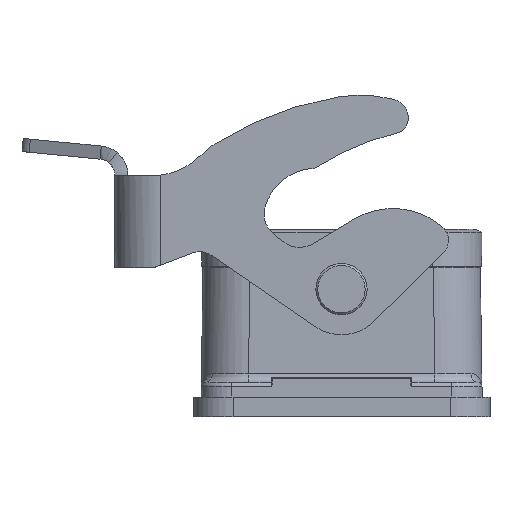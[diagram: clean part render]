
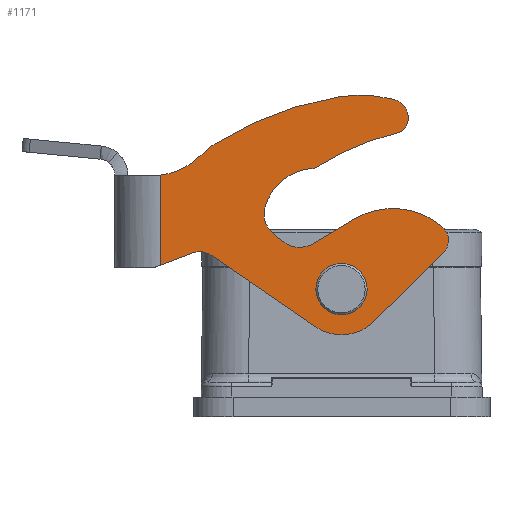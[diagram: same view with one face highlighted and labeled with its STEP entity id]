
A CAD part, front view. The second image highlights one B-rep face of the part: STEP entity #1171.
In plain terms, the highlighted planar face has unit normal (0, -1, 0).
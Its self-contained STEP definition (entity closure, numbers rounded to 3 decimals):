
#309=CIRCLE('',#6539,2.8);
#348=CIRCLE('',#6598,3.);
#349=CIRCLE('',#6599,6.95);
#350=CIRCLE('',#6600,2.8);
#351=CIRCLE('',#6601,11.6);
#352=CIRCLE('',#6602,4.);
#353=CIRCLE('',#6603,4.);
#354=CIRCLE('',#6604,8.);
#355=CIRCLE('',#6605,40.75);
#356=CIRCLE('',#6606,1.2);
#357=CIRCLE('',#6607,2.839);
#358=CIRCLE('',#6608,20.601);
#359=CIRCLE('',#6609,50.3);
#360=CIRCLE('',#6610,11.);
#361=CIRCLE('',#6611,10.25);
#1171=ADVANCED_FACE('',(#2442,#2443),#1401,.T.);
#1401=PLANE('',#6612);
#1705=LINE('',#10450,#2128);
#1706=LINE('',#10455,#2129);
#1707=LINE('',#10459,#2130);
#1708=LINE('',#10465,#2131);
#1709=LINE('',#10469,#2132);
#1710=LINE('',#10489,#2133);
#2128=VECTOR('',#7887,1.);
#2129=VECTOR('',#7890,1.);
#2130=VECTOR('',#7893,1.);
#2131=VECTOR('',#7898,1.);
#2132=VECTOR('',#7901,1.);
#2133=VECTOR('',#7920,1.);
#2442=FACE_BOUND('',#2761,.T.);
#2443=FACE_BOUND('',#2762,.T.);
#2761=EDGE_LOOP('',(#3894));
#2762=EDGE_LOOP('',(#3895,#3896,#3897,#3898,#3899,#3900,#3901,#3902,#3903,
#3904,#3905,#3906,#3907,#3908,#3909,#3910,#3911,#3912,#3913,#3914));
#3894=ORIENTED_EDGE('',*,*,#5691,.T.);
#3895=ORIENTED_EDGE('',*,*,#5764,.F.);
#3896=ORIENTED_EDGE('',*,*,#5765,.F.);
#3897=ORIENTED_EDGE('',*,*,#5766,.F.);
#3898=ORIENTED_EDGE('',*,*,#5767,.F.);
#3899=ORIENTED_EDGE('',*,*,#5768,.F.);
#3900=ORIENTED_EDGE('',*,*,#5769,.F.);
#3901=ORIENTED_EDGE('',*,*,#5770,.F.);
#3902=ORIENTED_EDGE('',*,*,#5771,.F.);
#3903=ORIENTED_EDGE('',*,*,#5772,.F.);
#3904=ORIENTED_EDGE('',*,*,#5773,.F.);
#3905=ORIENTED_EDGE('',*,*,#5774,.F.);
#3906=ORIENTED_EDGE('',*,*,#5775,.F.);
#3907=ORIENTED_EDGE('',*,*,#5776,.F.);
#3908=ORIENTED_EDGE('',*,*,#5777,.F.);
#3909=ORIENTED_EDGE('',*,*,#5778,.F.);
#3910=ORIENTED_EDGE('',*,*,#5779,.F.);
#3911=ORIENTED_EDGE('',*,*,#5780,.F.);
#3912=ORIENTED_EDGE('',*,*,#5781,.F.);
#3913=ORIENTED_EDGE('',*,*,#5782,.F.);
#3914=ORIENTED_EDGE('',*,*,#5783,.T.);
#4967=VERTEX_POINT('',#10277);
#5034=VERTEX_POINT('',#10451);
#5035=VERTEX_POINT('',#10452);
#5036=VERTEX_POINT('',#10454);
#5037=VERTEX_POINT('',#10456);
#5038=VERTEX_POINT('',#10458);
#5039=VERTEX_POINT('',#10460);
#5040=VERTEX_POINT('',#10462);
#5041=VERTEX_POINT('',#10464);
#5042=VERTEX_POINT('',#10466);
#5043=VERTEX_POINT('',#10468);
#5044=VERTEX_POINT('',#10470);
#5045=VERTEX_POINT('',#10472);
#5046=VERTEX_POINT('',#10474);
#5047=VERTEX_POINT('',#10476);
#5048=VERTEX_POINT('',#10478);
#5049=VERTEX_POINT('',#10480);
#5050=VERTEX_POINT('',#10482);
#5051=VERTEX_POINT('',#10484);
#5052=VERTEX_POINT('',#10486);
#5053=VERTEX_POINT('',#10488);
#5691=EDGE_CURVE('',#4967,#4967,#309,.T.);
#5764=EDGE_CURVE('',#5034,#5035,#1705,.T.);
#5765=EDGE_CURVE('',#5036,#5034,#348,.T.);
#5766=EDGE_CURVE('',#5037,#5036,#1706,.T.);
#5767=EDGE_CURVE('',#5038,#5037,#349,.T.);
#5768=EDGE_CURVE('',#5039,#5038,#1707,.T.);
#5769=EDGE_CURVE('',#5040,#5039,#350,.T.);
#5770=EDGE_CURVE('',#5041,#5040,#351,.T.);
#5771=EDGE_CURVE('',#5042,#5041,#1708,.T.);
#5772=EDGE_CURVE('',#5043,#5042,#352,.T.);
#5773=EDGE_CURVE('',#5044,#5043,#1709,.T.);
#5774=EDGE_CURVE('',#5045,#5044,#353,.T.);
#5775=EDGE_CURVE('',#5046,#5045,#354,.T.);
#5776=EDGE_CURVE('',#5047,#5046,#355,.T.);
#5777=EDGE_CURVE('',#5048,#5047,#356,.T.);
#5778=EDGE_CURVE('',#5049,#5048,#357,.T.);
#5779=EDGE_CURVE('',#5050,#5049,#358,.T.);
#5780=EDGE_CURVE('',#5051,#5050,#359,.T.);
#5781=EDGE_CURVE('',#5052,#5051,#360,.T.);
#5782=EDGE_CURVE('',#5053,#5052,#361,.T.);
#5783=EDGE_CURVE('',#5053,#5035,#1710,.T.);
#6539=AXIS2_PLACEMENT_3D('',#10276,#7747,#7748);
#6598=AXIS2_PLACEMENT_3D('',#10453,#7888,#7889);
#6599=AXIS2_PLACEMENT_3D('',#10457,#7891,#7892);
#6600=AXIS2_PLACEMENT_3D('',#10461,#7894,#7895);
#6601=AXIS2_PLACEMENT_3D('',#10463,#7896,#7897);
#6602=AXIS2_PLACEMENT_3D('',#10467,#7899,#7900);
#6603=AXIS2_PLACEMENT_3D('',#10471,#7902,#7903);
#6604=AXIS2_PLACEMENT_3D('',#10473,#7904,#7905);
#6605=AXIS2_PLACEMENT_3D('',#10475,#7906,#7907);
#6606=AXIS2_PLACEMENT_3D('',#10477,#7908,#7909);
#6607=AXIS2_PLACEMENT_3D('',#10479,#7910,#7911);
#6608=AXIS2_PLACEMENT_3D('',#10481,#7912,#7913);
#6609=AXIS2_PLACEMENT_3D('',#10483,#7914,#7915);
#6610=AXIS2_PLACEMENT_3D('',#10485,#7916,#7917);
#6611=AXIS2_PLACEMENT_3D('',#10487,#7918,#7919);
#6612=AXIS2_PLACEMENT_3D('',#10490,#7921,#7922);
#7747=DIRECTION('',(0.,1.,0.));
#7748=DIRECTION('',(-1.,0.,0.));
#7887=DIRECTION('',(-0.934,0.,-0.358));
#7888=DIRECTION('',(0.,-1.,0.));
#7889=DIRECTION('',(1.,0.,0.));
#7890=DIRECTION('',(-0.824,0.,0.566));
#7891=DIRECTION('',(0.,1.,0.));
#7892=DIRECTION('',(1.,0.,0.));
#7893=DIRECTION('',(-0.714,0.,-0.7));
#7894=DIRECTION('',(0.,1.,0.));
#7895=DIRECTION('',(1.,0.,0.));
#7896=DIRECTION('',(0.,1.,0.));
#7897=DIRECTION('',(1.,0.,0.));
#7898=DIRECTION('',(0.857,0.,0.515));
#7899=DIRECTION('',(0.,-1.,0.));
#7900=DIRECTION('',(1.,0.,0.));
#7901=DIRECTION('',(0.795,0.,-0.606));
#7902=DIRECTION('',(0.,-1.,0.));
#7903=DIRECTION('',(1.,0.,0.));
#7904=DIRECTION('',(0.,-1.,0.));
#7905=DIRECTION('',(1.,0.,0.));
#7906=DIRECTION('',(0.,-1.,0.));
#7907=DIRECTION('',(1.,0.,0.));
#7908=DIRECTION('',(0.,1.,0.));
#7909=DIRECTION('',(1.,0.,0.));
#7910=DIRECTION('',(0.,1.,0.));
#7911=DIRECTION('',(1.,0.,0.));
#7912=DIRECTION('',(0.,1.,0.));
#7913=DIRECTION('',(1.,0.,0.));
#7914=DIRECTION('',(0.,1.,0.));
#7915=DIRECTION('',(1.,0.,0.));
#7916=DIRECTION('',(0.,1.,0.));
#7917=DIRECTION('',(1.,0.,0.));
#7918=DIRECTION('',(0.,-1.,0.));
#7919=DIRECTION('',(1.,0.,0.));
#7920=DIRECTION('',(0.,0.,-1.));
#7921=DIRECTION('',(0.,-1.,0.));
#7922=DIRECTION('',(-1.,0.,0.));
#10276=CARTESIAN_POINT('',(-0.025,-65.25,17.899));
#10277=CARTESIAN_POINT('',(-2.825,-65.25,17.899));
#10450=CARTESIAN_POINT('',(131.331,-65.25,82.488));
#10451=CARTESIAN_POINT('',(-22.609,-65.25,23.397));
#10452=CARTESIAN_POINT('',(-27.475,-65.25,21.529));
#10453=CARTESIAN_POINT('',(-21.534,-65.25,20.596));
#10454=CARTESIAN_POINT('',(-19.836,-65.25,23.069));
#10455=CARTESIAN_POINT('',(-162.952,-65.25,121.315));
#10456=CARTESIAN_POINT('',(-3.958,-65.25,12.17));
#10457=CARTESIAN_POINT('',(-0.025,-65.25,17.899));
#10458=CARTESIAN_POINT('',(4.843,-65.25,12.939));
#10459=CARTESIAN_POINT('',(195.31,-65.25,199.825));
#10460=CARTESIAN_POINT('',(15.392,-65.25,23.29));
#10461=CARTESIAN_POINT('',(13.431,-65.25,25.289));
#10462=CARTESIAN_POINT('',(15.236,-65.25,27.429));
#10463=CARTESIAN_POINT('',(7.76,-65.25,18.56));
#10464=CARTESIAN_POINT('',(1.786,-65.25,28.503));
#10465=CARTESIAN_POINT('',(168.606,-65.25,128.739));
#10466=CARTESIAN_POINT('',(-4.321,-65.25,24.834));
#10467=CARTESIAN_POINT('',(-6.381,-65.25,28.262));
#10468=CARTESIAN_POINT('',(-8.805,-65.25,25.081));
#10469=CARTESIAN_POINT('',(-165.176,-65.25,144.203));
#10470=CARTESIAN_POINT('',(-10.2,-65.25,26.143));
#10471=CARTESIAN_POINT('',(-7.776,-65.25,29.325));
#10472=CARTESIAN_POINT('',(-11.632,-65.25,30.39));
#10473=CARTESIAN_POINT('',(-3.92,-65.25,28.261));
#10474=CARTESIAN_POINT('',(-4.193,-65.25,36.256));
#10475=CARTESIAN_POINT('',(17.892,-65.25,2.009));
#10476=CARTESIAN_POINT('',(8.797,-65.25,41.731));
#10477=CARTESIAN_POINT('',(8.529,-65.25,42.901));
#10478=CARTESIAN_POINT('',(9.436,-65.25,42.115));
#10479=CARTESIAN_POINT('',(7.29,-65.25,43.974));
#10480=CARTESIAN_POINT('',(8.005,-65.25,46.721));
#10481=CARTESIAN_POINT('',(2.82,-65.25,26.783));
#10482=CARTESIAN_POINT('',(-0.52,-65.25,47.112));
#10483=CARTESIAN_POINT('',(7.636,-65.25,-2.523));
#10484=CARTESIAN_POINT('',(-19.381,-65.25,39.906));
#10485=CARTESIAN_POINT('',(-13.473,-65.25,30.627));
#10486=CARTESIAN_POINT('',(-21.38,-65.25,38.274));
#10487=CARTESIAN_POINT('',(-28.748,-65.25,45.399));
#10488=CARTESIAN_POINT('',(-27.475,-65.25,35.229));
#10489=CARTESIAN_POINT('',(-27.475,-65.25,382.334));
#10490=CARTESIAN_POINT('',(16.231,-65.25,382.334));
